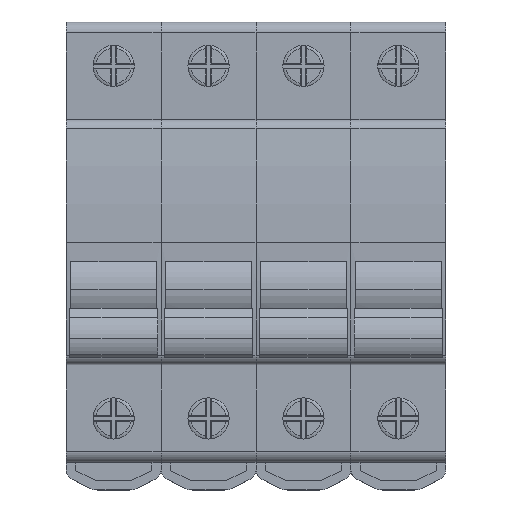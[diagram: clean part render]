
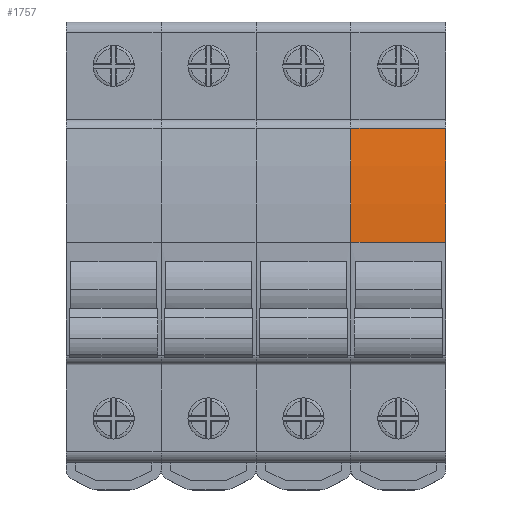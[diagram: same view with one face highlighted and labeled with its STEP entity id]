
A CAD part, top view. The second image highlights one B-rep face of the part: STEP entity #1757.
In plain terms, the highlighted cylindrical face has radius 122.659 mm (diameter 245.319 mm), a partial arc.
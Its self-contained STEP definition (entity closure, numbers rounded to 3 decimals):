
#23 = EDGE_CURVE ( 'NONE', #19752, #6786, #18210, .T. ) ;
#742 = EDGE_CURVE ( 'NONE', #10673, #3556, #8844, .T. ) ;
#1081 = AXIS2_PLACEMENT_3D ( 'NONE', #6336, #9881, #4292 ) ;
#1204 = CARTESIAN_POINT ( 'NONE',  ( 8.75, 0., 67.5 ) ) ;
#1398 = ORIENTED_EDGE ( 'NONE', *, *, #742, .T. ) ;
#1757 = ADVANCED_FACE ( 'NONE', ( #18107 ), #4177, .T. ) ;
#3193 = LINE ( 'NONE', #13711, #19728 ) ;
#3349 = CARTESIAN_POINT ( 'NONE',  ( -8.75, 0., 67.5 ) ) ;
#3556 = VERTEX_POINT ( 'NONE', #3349 ) ;
#4177 = CYLINDRICAL_SURFACE ( 'NONE', #1081, 122.66 ) ;
#4292 = DIRECTION ( 'NONE',  ( 0., 0., 1. ) ) ;
#5174 = EDGE_LOOP ( 'NONE', ( #6760, #17936, #5541, #1398 ) ) ;
#5541 = ORIENTED_EDGE ( 'NONE', *, *, #22427, .T. ) ;
#6336 = CARTESIAN_POINT ( 'NONE',  ( 8.75, 0., -55.16 ) ) ;
#6760 = ORIENTED_EDGE ( 'NONE', *, *, #18374, .F. ) ;
#6786 = VERTEX_POINT ( 'NONE', #1204 ) ;
#8844 = CIRCLE ( 'NONE', #17601, 122.66 ) ;
#9289 = CARTESIAN_POINT ( 'NONE',  ( 8.75, 0., -55.16 ) ) ;
#9400 = DIRECTION ( 'NONE',  ( 1., 0., 0. ) ) ;
#9881 = DIRECTION ( 'NONE',  ( -1., 0., 0. ) ) ;
#10284 = DIRECTION ( 'NONE',  ( 0., 0., 1. ) ) ;
#10673 = VERTEX_POINT ( 'NONE', #19652 ) ;
#11375 = CARTESIAN_POINT ( 'NONE',  ( 8.75, 20.941, 65.699 ) ) ;
#12150 = DIRECTION ( 'NONE',  ( -1., 0., 0. ) ) ;
#13711 = CARTESIAN_POINT ( 'NONE',  ( 8.75, 20.941, 65.699 ) ) ;
#15208 = CARTESIAN_POINT ( 'NONE',  ( -8.75, 0., -55.16 ) ) ;
#15571 = CARTESIAN_POINT ( 'NONE',  ( 8.75, 0., 67.5 ) ) ;
#17601 = AXIS2_PLACEMENT_3D ( 'NONE', #15208, #22160, #10284 ) ;
#17936 = ORIENTED_EDGE ( 'NONE', *, *, #23, .F. ) ;
#18107 = FACE_OUTER_BOUND ( 'NONE', #5174, .T. ) ;
#18210 = CIRCLE ( 'NONE', #21122, 122.66 ) ;
#18374 = EDGE_CURVE ( 'NONE', #6786, #3556, #20710, .T. ) ;
#19652 = CARTESIAN_POINT ( 'NONE',  ( -8.75, 20.941, 65.699 ) ) ;
#19728 = VECTOR ( 'NONE', #20667, 1000. ) ;
#19752 = VERTEX_POINT ( 'NONE', #11375 ) ;
#20667 = DIRECTION ( 'NONE',  ( -1., 0., 0. ) ) ;
#20710 = LINE ( 'NONE', #15571, #22568 ) ;
#21122 = AXIS2_PLACEMENT_3D ( 'NONE', #9289, #9400, #21166 ) ;
#21166 = DIRECTION ( 'NONE',  ( 0., 0., -1. ) ) ;
#22160 = DIRECTION ( 'NONE',  ( 1., 0., 0. ) ) ;
#22427 = EDGE_CURVE ( 'NONE', #19752, #10673, #3193, .T. ) ;
#22568 = VECTOR ( 'NONE', #12150, 1000. ) ;
